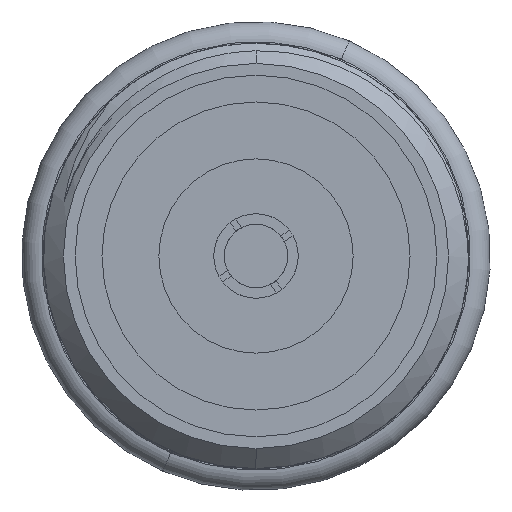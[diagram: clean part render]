
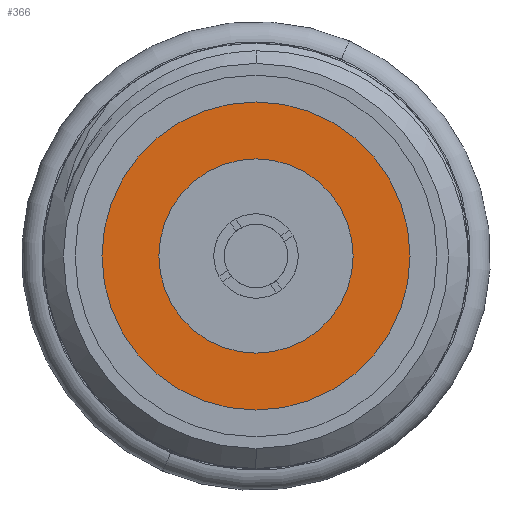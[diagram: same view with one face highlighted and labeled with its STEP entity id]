
A CAD part, front view. The second image highlights one B-rep face of the part: STEP entity #366.
In plain terms, the highlighted planar face has unit normal (0, -1, 0).
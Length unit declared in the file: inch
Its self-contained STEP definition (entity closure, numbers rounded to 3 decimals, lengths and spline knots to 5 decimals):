
#37 = DIRECTION ( 'NONE',  ( 0., -1., 0. ) ) ;
#43 = CARTESIAN_POINT ( 'NONE',  ( 0., 0.0748, -0.05709 ) ) ;
#262 = CIRCLE ( 'NONE', #5586, 0.05709 ) ;
#366 = ADVANCED_FACE ( 'NONE', ( #1662, #4870 ), #3466, .T. ) ;
#402 = CARTESIAN_POINT ( 'NONE',  ( 0., 0.0748, 0. ) ) ;
#433 = ORIENTED_EDGE ( 'NONE', *, *, #2124, .T. ) ;
#951 = CIRCLE ( 'NONE', #4351, 0.09055 ) ;
#1075 = VERTEX_POINT ( 'NONE', #43 ) ;
#1084 = CIRCLE ( 'NONE', #3814, 0.09055 ) ;
#1272 = CARTESIAN_POINT ( 'NONE',  ( 0., 0.0748, -0.09055 ) ) ;
#1575 = DIRECTION ( 'NONE',  ( 0., -1., 0. ) ) ;
#1662 = FACE_BOUND ( 'NONE', #4178, .T. ) ;
#1679 = CARTESIAN_POINT ( 'NONE',  ( 0., 0.0748, 0. ) ) ;
#1795 = VERTEX_POINT ( 'NONE', #1272 ) ;
#1829 = DIRECTION ( 'NONE',  ( 0., 0., -1. ) ) ;
#1871 = AXIS2_PLACEMENT_3D ( 'NONE', #1679, #3488, #5611 ) ;
#2124 = EDGE_CURVE ( 'NONE', #1795, #5726, #1084, .T. ) ;
#2238 = ORIENTED_EDGE ( 'NONE', *, *, #5738, .F. ) ;
#2246 = DIRECTION ( 'NONE',  ( 0., 0., -1. ) ) ;
#2325 = CARTESIAN_POINT ( 'NONE',  ( 0., 0.0748, 0. ) ) ;
#2365 = CARTESIAN_POINT ( 'NONE',  ( 0., 0.0748, 0. ) ) ;
#3361 = ORIENTED_EDGE ( 'NONE', *, *, #5232, .F. ) ;
#3389 = DIRECTION ( 'NONE',  ( 0., 0., -1. ) ) ;
#3466 = PLANE ( 'NONE',  #4045 ) ;
#3488 = DIRECTION ( 'NONE',  ( 0., -1., 0. ) ) ;
#3688 = DIRECTION ( 'NONE',  ( 0., -1., 0. ) ) ;
#3814 = AXIS2_PLACEMENT_3D ( 'NONE', #2365, #1575, #3389 ) ;
#4045 = AXIS2_PLACEMENT_3D ( 'NONE', #402, #37, #1829 ) ;
#4178 = EDGE_LOOP ( 'NONE', ( #3361, #2238 ) ) ;
#4351 = AXIS2_PLACEMENT_3D ( 'NONE', #2325, #3688, #2246 ) ;
#4414 = ORIENTED_EDGE ( 'NONE', *, *, #5879, .T. ) ;
#4720 = CARTESIAN_POINT ( 'NONE',  ( 0., 0.0748, 0.05709 ) ) ;
#4818 = CIRCLE ( 'NONE', #1871, 0.05709 ) ;
#4870 = FACE_OUTER_BOUND ( 'NONE', #5772, .T. ) ;
#4930 = VERTEX_POINT ( 'NONE', #4720 ) ;
#5232 = EDGE_CURVE ( 'NONE', #1075, #4930, #4818, .T. ) ;
#5296 = CARTESIAN_POINT ( 'NONE',  ( 0., 0.0748, 0.09055 ) ) ;
#5359 = CARTESIAN_POINT ( 'NONE',  ( 0., 0.0748, 0. ) ) ;
#5586 = AXIS2_PLACEMENT_3D ( 'NONE', #5359, #5800, #5759 ) ;
#5611 = DIRECTION ( 'NONE',  ( 0., 0., -1. ) ) ;
#5726 = VERTEX_POINT ( 'NONE', #5296 ) ;
#5738 = EDGE_CURVE ( 'NONE', #4930, #1075, #262, .T. ) ;
#5759 = DIRECTION ( 'NONE',  ( 0., 0., -1. ) ) ;
#5772 = EDGE_LOOP ( 'NONE', ( #433, #4414 ) ) ;
#5800 = DIRECTION ( 'NONE',  ( 0., -1., 0. ) ) ;
#5879 = EDGE_CURVE ( 'NONE', #5726, #1795, #951, .T. ) ;
